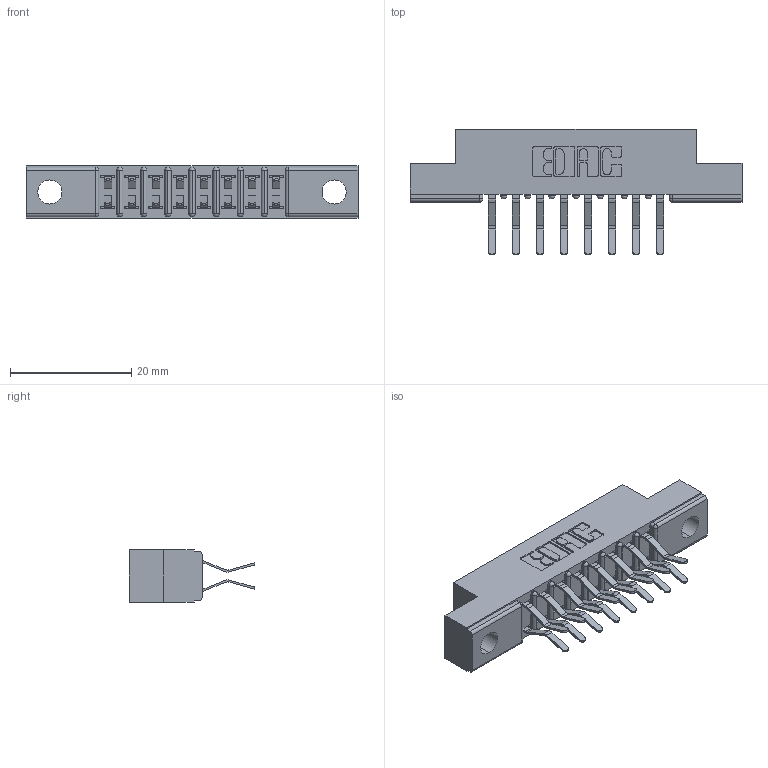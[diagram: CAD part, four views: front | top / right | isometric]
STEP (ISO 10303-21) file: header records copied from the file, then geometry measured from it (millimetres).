
FILE_DESCRIPTION (( 'STEP AP203' ), '1' );
FILE_NAME ('357-016-460-202.STEP', '2020-10-02T19:50:29', ( '' ), ( '' ), 'SwSTEP 2.0', 'SolidWorks 2020', '' );
FILE_SCHEMA (( 'CONFIG_CONTROL_DESIGN' ));
Length unit declared in the file: inch
Products named in the file (3): 307 Part_.128 Dia Mounting Holes; 307-290-001_560; 357-016-460-202
Assembly tree (17 placements, depth 2):
  357-016-460-202
    307 Part_.128 Dia Mounting Holes
    307-290-001_560  x16
Bounding box: 54.71 x 20.73 x 8.71 mm (x, y, z)
Volume: 3512.4 mm3; surface area: 5441.6 mm2
Topology: 17 solids, 17 shells, 927 faces, 2595 edges, 1682 vertices
Faces by surface type: plane 598, cylinder 311, sphere 18
Entity records: 11412 total; most frequent: CARTESIAN_POINT 1876, ORIENTED_EDGE 1854, DIRECTION 1853, EDGE_CURVE 927, VECTOR 695, LINE 695, VERTEX_POINT 602, AXIS2_PLACEMENT_3D 579
